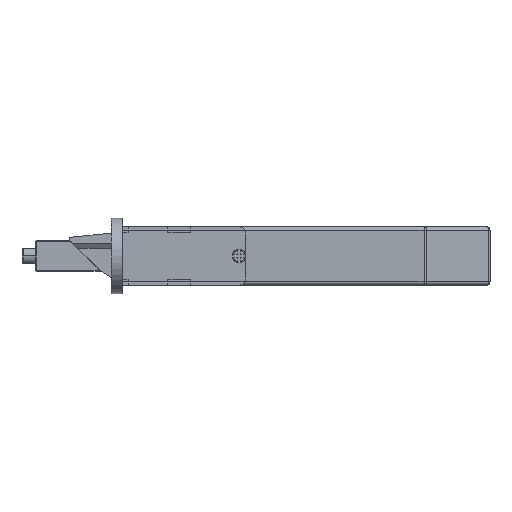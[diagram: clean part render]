
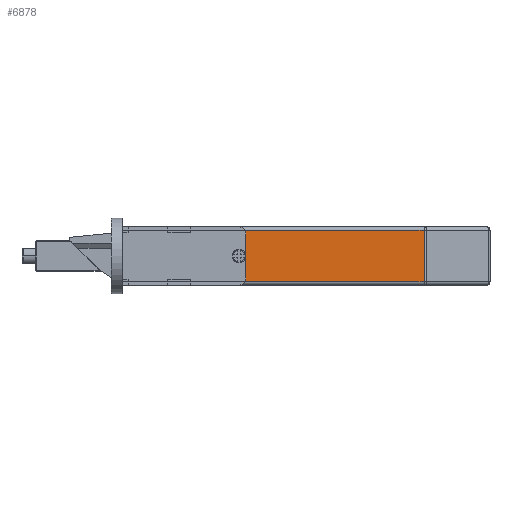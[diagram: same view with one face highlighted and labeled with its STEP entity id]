
A CAD part, front view. The second image highlights one B-rep face of the part: STEP entity #6878.
In plain terms, the highlighted planar face has unit normal (0, -1, 0).
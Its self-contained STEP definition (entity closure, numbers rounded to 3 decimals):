
#35 = EDGE_CURVE ( 'NONE', #3529, #528, #5730, .T. ) ;
#71 = CARTESIAN_POINT ( 'NONE',  ( 44.75, -14.7, 6. ) ) ;
#398 = CARTESIAN_POINT ( 'NONE',  ( 94., -14.7, -0.75 ) ) ;
#528 = VERTEX_POINT ( 'NONE', #5775 ) ;
#818 = DIRECTION ( 'NONE',  ( 0., -1., 0. ) ) ;
#1012 = EDGE_CURVE ( 'NONE', #8632, #9445, #6301, .T. ) ;
#1013 = FACE_OUTER_BOUND ( 'NONE', #10513, .T. ) ;
#1218 = CARTESIAN_POINT ( 'NONE',  ( 44.75, -14.7, 6. ) ) ;
#1248 = CARTESIAN_POINT ( 'NONE',  ( 14., -14.7, -1.75 ) ) ;
#1281 = AXIS2_PLACEMENT_3D ( 'NONE', #71, #818, #8356 ) ;
#1343 = EDGE_CURVE ( 'NONE', #4964, #6932, #8575, .T. ) ;
#1781 = ORIENTED_EDGE ( 'NONE', *, *, #9134, .T. ) ;
#1962 = LINE ( 'NONE', #398, #6969 ) ;
#2160 = EDGE_CURVE ( 'NONE', #528, #3529, #6966, .T. ) ;
#2579 = FACE_BOUND ( 'NONE', #9065, .T. ) ;
#2594 = CARTESIAN_POINT ( 'NONE',  ( 14., -14.7, 12.75 ) ) ;
#2789 = AXIS2_PLACEMENT_3D ( 'NONE', #8246, #5723, #6593 ) ;
#2856 = DIRECTION ( 'NONE',  ( 0., 0., 1. ) ) ;
#3529 = VERTEX_POINT ( 'NONE', #3896 ) ;
#3896 = CARTESIAN_POINT ( 'NONE',  ( 44.75, -14.7, 7.75 ) ) ;
#4231 = AXIS2_PLACEMENT_3D ( 'NONE', #1218, #9994, #7758 ) ;
#4312 = DIRECTION ( 'NONE',  ( 1., 0., 0. ) ) ;
#4731 = CARTESIAN_POINT ( 'NONE',  ( 14., -14.7, -0.75 ) ) ;
#4849 = VECTOR ( 'NONE', #7467, 1000. ) ;
#4964 = VERTEX_POINT ( 'NONE', #4731 ) ;
#4988 = PLANE ( 'NONE',  #2789 ) ;
#5039 = CARTESIAN_POINT ( 'NONE',  ( 14., -14.7, 12.75 ) ) ;
#5324 = ORIENTED_EDGE ( 'NONE', *, *, #35, .F. ) ;
#5492 = CARTESIAN_POINT ( 'NONE',  ( 93.586, -14.7, -1.75 ) ) ;
#5723 = DIRECTION ( 'NONE',  ( 0., -1., 0. ) ) ;
#5730 = CIRCLE ( 'NONE', #1281, 1.75 ) ;
#5775 = CARTESIAN_POINT ( 'NONE',  ( 44.75, -14.7, 4.25 ) ) ;
#5847 = CARTESIAN_POINT ( 'NONE',  ( 93.586, -14.7, 12.75 ) ) ;
#6301 = LINE ( 'NONE', #5492, #6635 ) ;
#6539 = EDGE_CURVE ( 'NONE', #9445, #6932, #6812, .T. ) ;
#6593 = DIRECTION ( 'NONE',  ( 1., 0., 0. ) ) ;
#6635 = VECTOR ( 'NONE', #8010, 1000. ) ;
#6775 = ORIENTED_EDGE ( 'NONE', *, *, #1012, .T. ) ;
#6812 = LINE ( 'NONE', #2594, #4849 ) ;
#6878 = ADVANCED_FACE ( 'NONE', ( #2579, #1013 ), #4988, .T. ) ;
#6932 = VERTEX_POINT ( 'NONE', #5039 ) ;
#6966 = CIRCLE ( 'NONE', #4231, 1.75 ) ;
#6969 = VECTOR ( 'NONE', #4312, 1000. ) ;
#7467 = DIRECTION ( 'NONE',  ( -1., 0., 0. ) ) ;
#7612 = ORIENTED_EDGE ( 'NONE', *, *, #6539, .T. ) ;
#7710 = CARTESIAN_POINT ( 'NONE',  ( 93.586, -14.7, -0.75 ) ) ;
#7758 = DIRECTION ( 'NONE',  ( 0., 0., -1. ) ) ;
#8010 = DIRECTION ( 'NONE',  ( 0., 0., 1. ) ) ;
#8246 = CARTESIAN_POINT ( 'NONE',  ( 14., -14.7, -1.75 ) ) ;
#8356 = DIRECTION ( 'NONE',  ( 0., 0., -1. ) ) ;
#8497 = VECTOR ( 'NONE', #2856, 1000. ) ;
#8575 = LINE ( 'NONE', #1248, #8497 ) ;
#8632 = VERTEX_POINT ( 'NONE', #7710 ) ;
#9065 = EDGE_LOOP ( 'NONE', ( #9420, #5324 ) ) ;
#9134 = EDGE_CURVE ( 'NONE', #4964, #8632, #1962, .T. ) ;
#9420 = ORIENTED_EDGE ( 'NONE', *, *, #2160, .F. ) ;
#9445 = VERTEX_POINT ( 'NONE', #5847 ) ;
#9994 = DIRECTION ( 'NONE',  ( 0., -1., 0. ) ) ;
#10297 = ORIENTED_EDGE ( 'NONE', *, *, #1343, .F. ) ;
#10513 = EDGE_LOOP ( 'NONE', ( #10297, #1781, #6775, #7612 ) ) ;
